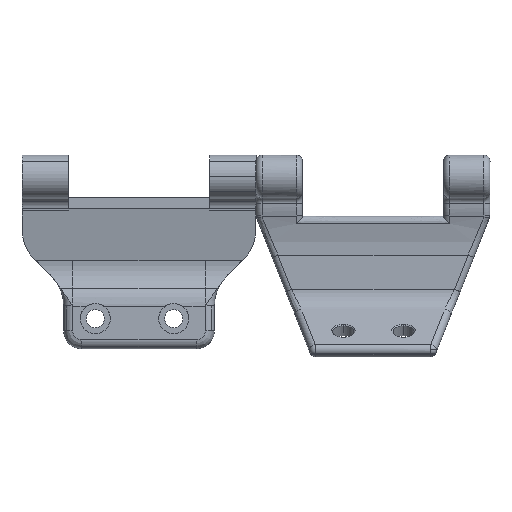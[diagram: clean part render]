
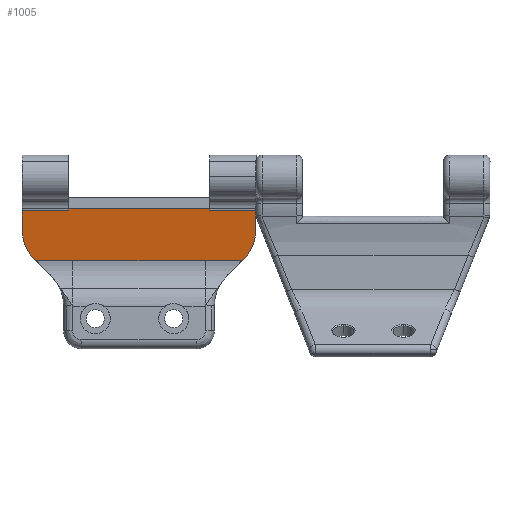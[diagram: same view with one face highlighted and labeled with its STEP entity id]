
A CAD part, top view. The second image highlights one B-rep face of the part: STEP entity #1005.
In plain terms, the highlighted planar face has unit normal (0, -0.176, 0.985).
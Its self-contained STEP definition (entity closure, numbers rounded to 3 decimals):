
#113 = DIRECTION ( 'NONE',  ( -1., 0., 0. ) ) ;
#229 = VERTEX_POINT ( 'NONE', #830 ) ;
#257 = CARTESIAN_POINT ( 'NONE',  ( 39.111, -14.83, 2.916 ) ) ;
#402 = LINE ( 'NONE', #6613, #6046 ) ;
#459 = VERTEX_POINT ( 'NONE', #1592 ) ;
#483 = CARTESIAN_POINT ( 'NONE',  ( 0.844, -8.752, 4. ) ) ;
#646 = ORIENTED_EDGE ( 'NONE', *, *, #5861, .F. ) ;
#650 = CARTESIAN_POINT ( 'NONE',  ( 39.111, -14.83, 2.916 ) ) ;
#713 = EDGE_LOOP ( 'NONE', ( #4151, #3842, #3983, #5589, #646, #5302, #5794, #4277, #4865, #7075, #4738, #6641, #2613, #1840 ) ) ;
#809 = CARTESIAN_POINT ( 'NONE',  ( 13.669, -17.389, 2.459 ) ) ;
#830 = CARTESIAN_POINT ( 'NONE',  ( 0.844, -12.151, 3.394 ) ) ;
#879 = VECTOR ( 'NONE', #3648, 1000. ) ;
#1005 = ADVANCED_FACE ( 'NONE', ( #1042 ), #3803, .F. ) ;
#1032 = CARTESIAN_POINT ( 'NONE',  ( 39.644, -12.151, 3.394 ) ) ;
#1034 = CARTESIAN_POINT ( 'NONE',  ( 0.844, -13.073, 3.229 ) ) ;
#1042 = FACE_OUTER_BOUND ( 'NONE', #713, .T. ) ;
#1150 = CARTESIAN_POINT ( 'NONE',  ( 0.844, -21.962, 1.644 ) ) ;
#1203 = EDGE_CURVE ( 'NONE', #4564, #4233, #3696, .T. ) ;
#1314 = CARTESIAN_POINT ( 'NONE',  ( 37.305, -17.389, 2.459 ) ) ;
#1592 = CARTESIAN_POINT ( 'NONE',  ( 37.594, -17.101, 2.511 ) ) ;
#1602 = DIRECTION ( 'NONE',  ( 0., 0.984, 0.176 ) ) ;
#1679 = VERTEX_POINT ( 'NONE', #5012 ) ;
#1724 = DIRECTION ( 'NONE',  ( 0., 0.176, -0.984 ) ) ;
#1840 = ORIENTED_EDGE ( 'NONE', *, *, #1203, .F. ) ;
#1934 = CARTESIAN_POINT ( 'NONE',  ( 0.844, -8.752, 4. ) ) ;
#2009 = DIRECTION ( 'NONE',  ( 1., 0., 0. ) ) ;
#2032 = VERTEX_POINT ( 'NONE', #650 ) ;
#2119 = DIRECTION ( 'NONE',  ( -0.702, 0.702, 0.125 ) ) ;
#2193 = VERTEX_POINT ( 'NONE', #2577 ) ;
#2209 = CARTESIAN_POINT ( 'NONE',  ( 2.894, -17.101, 2.511 ) ) ;
#2256 = VERTEX_POINT ( 'NONE', #4281 ) ;
#2271 = EDGE_CURVE ( 'NONE', #2762, #2256, #3704, .T. ) ;
#2302 = EDGE_CURVE ( 'NONE', #2193, #2762, #402, .T. ) ;
#2528 = VECTOR ( 'NONE', #1602, 1000. ) ;
#2577 = CARTESIAN_POINT ( 'NONE',  ( 8.544, -8.752, 4. ) ) ;
#2613 = ORIENTED_EDGE ( 'NONE', *, *, #3528, .F. ) ;
#2615 = DIRECTION ( 'NONE',  ( 1., 0., 0. ) ) ;
#2637 = LINE ( 'NONE', #2673, #6055 ) ;
#2648 = CARTESIAN_POINT ( 'NONE',  ( 1.377, -14.83, 2.916 ) ) ;
#2669 = LINE ( 'NONE', #4870, #6519 ) ;
#2673 = CARTESIAN_POINT ( 'NONE',  ( 2.725, -16.932, 2.541 ) ) ;
#2685 = VERTEX_POINT ( 'NONE', #7139 ) ;
#2762 = VERTEX_POINT ( 'NONE', #3890 ) ;
#2806 = CARTESIAN_POINT ( 'NONE',  ( 13.669, -17.389, 2.459 ) ) ;
#2839 = CARTESIAN_POINT ( 'NONE',  ( 1.73, -15.682, 2.764 ) ) ;
#2912 = EDGE_CURVE ( 'NONE', #2032, #459, #4807, .T. ) ;
#3033 = DIRECTION ( 'NONE',  ( -1., 0., 0. ) ) ;
#3060 = LINE ( 'NONE', #1934, #5284 ) ;
#3095 = EDGE_CURVE ( 'NONE', #229, #6408, #6532, .T. ) ;
#3144 = VERTEX_POINT ( 'NONE', #2209 ) ;
#3488 = CARTESIAN_POINT ( 'NONE',  ( 2.894, -17.101, 2.511 ) ) ;
#3513 = VERTEX_POINT ( 'NONE', #1314 ) ;
#3528 = EDGE_CURVE ( 'NONE', #4233, #1679, #5353, .T. ) ;
#3542 = VERTEX_POINT ( 'NONE', #4189 ) ;
#3559 = CARTESIAN_POINT ( 'NONE',  ( 38.758, -15.682, 2.764 ) ) ;
#3560 = EDGE_CURVE ( 'NONE', #6408, #2193, #3060, .T. ) ;
#3648 = DIRECTION ( 'NONE',  ( -1., 0., 0. ) ) ;
#3680 = AXIS2_PLACEMENT_3D ( 'NONE', #1150, #1724, #7125 ) ;
#3692 = LINE ( 'NONE', #4160, #5017 ) ;
#3696 = LINE ( 'NONE', #6355, #5382 ) ;
#3704 = LINE ( 'NONE', #4929, #6859 ) ;
#3714 = CARTESIAN_POINT ( 'NONE',  ( 38.246, -16.449, 2.627 ) ) ;
#3780 = DIRECTION ( 'NONE',  ( -0.702, -0.702, -0.125 ) ) ;
#3803 = PLANE ( 'NONE',  #3680 ) ;
#3828 = CARTESIAN_POINT ( 'NONE',  ( 39.111, -14.83, 2.916 ) ) ;
#3842 = ORIENTED_EDGE ( 'NONE', *, *, #4121, .F. ) ;
#3847 = EDGE_CURVE ( 'NONE', #3144, #3542, #6586, .T. ) ;
#3890 = CARTESIAN_POINT ( 'NONE',  ( 31.944, -8.752, 4. ) ) ;
#3983 = ORIENTED_EDGE ( 'NONE', *, *, #2912, .F. ) ;
#3994 = CARTESIAN_POINT ( 'NONE',  ( 2.242, -16.449, 2.627 ) ) ;
#4013 =( BOUNDED_CURVE ( )  B_SPLINE_CURVE ( 3, ( #1032, #7180, #6577, #3828 ),
 .UNSPECIFIED., .F., .T. ) 
 B_SPLINE_CURVE_WITH_KNOTS ( ( 4, 4 ),
 ( 4.712, 5.105 ),
 .UNSPECIFIED. ) 
 CURVE ( )  GEOMETRIC_REPRESENTATION_ITEM ( )  RATIONAL_B_SPLINE_CURVE ( ( 1., 0.987, 0.987, 1. ) ) 
 REPRESENTATION_ITEM ( '' )  );
#4121 = EDGE_CURVE ( 'NONE', #459, #3513, #2669, .T. ) ;
#4145 = CARTESIAN_POINT ( 'NONE',  ( 37.594, -17.101, 2.511 ) ) ;
#4151 = ORIENTED_EDGE ( 'NONE', *, *, #5182, .F. ) ;
#4160 = CARTESIAN_POINT ( 'NONE',  ( 39.644, -18.755, 2.216 ) ) ;
#4189 = CARTESIAN_POINT ( 'NONE',  ( 1.377, -14.83, 2.916 ) ) ;
#4233 = VERTEX_POINT ( 'NONE', #5560 ) ;
#4277 = ORIENTED_EDGE ( 'NONE', *, *, #3560, .F. ) ;
#4281 = CARTESIAN_POINT ( 'NONE',  ( 39.644, -8.752, 4. ) ) ;
#4421 = EDGE_CURVE ( 'NONE', #2685, #2032, #4013, .T. ) ;
#4564 = VERTEX_POINT ( 'NONE', #6817 ) ;
#4627 = DIRECTION ( 'NONE',  ( 0., -0.984, -0.176 ) ) ;
#4738 = ORIENTED_EDGE ( 'NONE', *, *, #3847, .F. ) ;
#4807 =( BOUNDED_CURVE ( )  B_SPLINE_CURVE ( 3, ( #257, #3559, #3714, #4145 ),
 .UNSPECIFIED., .F., .T. ) 
 B_SPLINE_CURVE_WITH_KNOTS ( ( 4, 4 ),
 ( 5.105, 5.498 ),
 .UNSPECIFIED. ) 
 CURVE ( )  GEOMETRIC_REPRESENTATION_ITEM ( )  RATIONAL_B_SPLINE_CURVE ( ( 1., 0.987, 0.987, 1. ) ) 
 REPRESENTATION_ITEM ( '' )  );
#4819 = EDGE_CURVE ( 'NONE', #1679, #3144, #2637, .T. ) ;
#4865 = ORIENTED_EDGE ( 'NONE', *, *, #3095, .F. ) ;
#4870 = CARTESIAN_POINT ( 'NONE',  ( 24.819, -29.876, 0.232 ) ) ;
#4929 = CARTESIAN_POINT ( 'NONE',  ( 0.844, -8.752, 4. ) ) ;
#5012 = CARTESIAN_POINT ( 'NONE',  ( 3.183, -17.389, 2.459 ) ) ;
#5017 = VECTOR ( 'NONE', #4627, 1000. ) ;
#5182 = EDGE_CURVE ( 'NONE', #3513, #4564, #5609, .T. ) ;
#5284 = VECTOR ( 'NONE', #2009, 1000. ) ;
#5302 = ORIENTED_EDGE ( 'NONE', *, *, #2271, .F. ) ;
#5353 = LINE ( 'NONE', #809, #879 ) ;
#5382 = VECTOR ( 'NONE', #3033, 1000. ) ;
#5440 = CARTESIAN_POINT ( 'NONE',  ( 1.024, -13.978, 3.068 ) ) ;
#5560 = CARTESIAN_POINT ( 'NONE',  ( 9.244, -17.389, 2.459 ) ) ;
#5589 = ORIENTED_EDGE ( 'NONE', *, *, #4421, .F. ) ;
#5601 = CARTESIAN_POINT ( 'NONE',  ( 1.377, -14.83, 2.916 ) ) ;
#5609 = LINE ( 'NONE', #2806, #7035 ) ;
#5794 = ORIENTED_EDGE ( 'NONE', *, *, #2302, .F. ) ;
#5861 = EDGE_CURVE ( 'NONE', #2256, #2685, #3692, .T. ) ;
#5999 = DIRECTION ( 'NONE',  ( 1., 0., 0. ) ) ;
#6046 = VECTOR ( 'NONE', #2615, 1000. ) ;
#6055 = VECTOR ( 'NONE', #2119, 1000. ) ;
#6355 = CARTESIAN_POINT ( 'NONE',  ( 13.669, -17.389, 2.459 ) ) ;
#6408 = VERTEX_POINT ( 'NONE', #483 ) ;
#6503 =( BOUNDED_CURVE ( )  B_SPLINE_CURVE ( 3, ( #2648, #5440, #1034, #6580 ),
 .UNSPECIFIED., .F., .T. ) 
 B_SPLINE_CURVE_WITH_KNOTS ( ( 4, 4 ),
 ( 1.178, 1.571 ),
 .UNSPECIFIED. ) 
 CURVE ( )  GEOMETRIC_REPRESENTATION_ITEM ( )  RATIONAL_B_SPLINE_CURVE ( ( 1., 0.987, 0.987, 1. ) ) 
 REPRESENTATION_ITEM ( '' )  );
#6519 = VECTOR ( 'NONE', #3780, 1000. ) ;
#6532 = LINE ( 'NONE', #6593, #2528 ) ;
#6577 = CARTESIAN_POINT ( 'NONE',  ( 39.464, -13.978, 3.068 ) ) ;
#6580 = CARTESIAN_POINT ( 'NONE',  ( 0.844, -12.151, 3.394 ) ) ;
#6586 =( BOUNDED_CURVE ( )  B_SPLINE_CURVE ( 3, ( #3488, #3994, #2839, #5601 ),
 .UNSPECIFIED., .F., .T. ) 
 B_SPLINE_CURVE_WITH_KNOTS ( ( 4, 4 ),
 ( 0.785, 1.178 ),
 .UNSPECIFIED. ) 
 CURVE ( )  GEOMETRIC_REPRESENTATION_ITEM ( )  RATIONAL_B_SPLINE_CURVE ( ( 1., 0.987, 0.987, 1. ) ) 
 REPRESENTATION_ITEM ( '' )  );
#6593 = CARTESIAN_POINT ( 'NONE',  ( 0.844, -11.389, 3.53 ) ) ;
#6613 = CARTESIAN_POINT ( 'NONE',  ( 10.544, -8.752, 4. ) ) ;
#6641 = ORIENTED_EDGE ( 'NONE', *, *, #4819, .F. ) ;
#6817 = CARTESIAN_POINT ( 'NONE',  ( 31.244, -17.389, 2.459 ) ) ;
#6859 = VECTOR ( 'NONE', #5999, 1000. ) ;
#6972 = EDGE_CURVE ( 'NONE', #3542, #229, #6503, .T. ) ;
#7035 = VECTOR ( 'NONE', #113, 1000. ) ;
#7075 = ORIENTED_EDGE ( 'NONE', *, *, #6972, .F. ) ;
#7125 = DIRECTION ( 'NONE',  ( -1., 0., 0. ) ) ;
#7139 = CARTESIAN_POINT ( 'NONE',  ( 39.644, -12.151, 3.394 ) ) ;
#7180 = CARTESIAN_POINT ( 'NONE',  ( 39.644, -13.073, 3.229 ) ) ;
